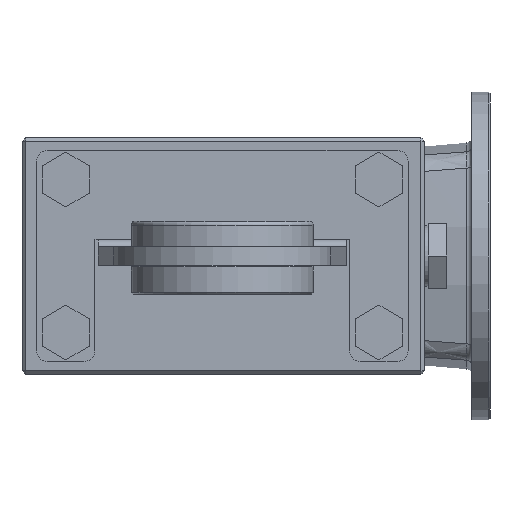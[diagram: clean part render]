
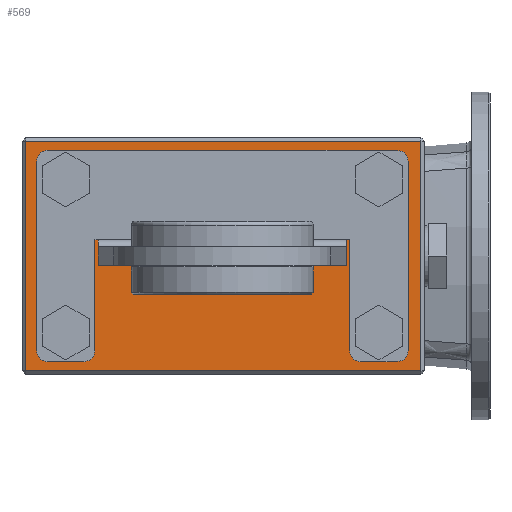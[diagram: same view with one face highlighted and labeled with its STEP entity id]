
A CAD part, front view. The second image highlights one B-rep face of the part: STEP entity #569.
In plain terms, the highlighted planar face has unit normal (0, -1, 0).
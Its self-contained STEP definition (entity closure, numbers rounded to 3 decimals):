
#569 = ADVANCED_FACE( '', ( #1583, #1584 ), #1585, .F. );
#1583 = FACE_OUTER_BOUND( '', #3426, .T. );
#1584 = FACE_BOUND( '', #3427, .T. );
#1585 = PLANE( '', #3428 );
#3426 = EDGE_LOOP( '', ( #5765, #5766, #5767, #5768 ) );
#3427 = EDGE_LOOP( '', ( #5769, #5770, #5771, #5772, #5773, #5774, #5775, #5776, #5777, #5778, #5779, #5780, #5781, #5782, #5783, #5784 ) );
#3428 = AXIS2_PLACEMENT_3D( '', #5785, #5786, #5787 );
#5765 = ORIENTED_EDGE( '', *, *, #9102, .T. );
#5766 = ORIENTED_EDGE( '', *, *, #9103, .T. );
#5767 = ORIENTED_EDGE( '', *, *, #9104, .T. );
#5768 = ORIENTED_EDGE( '', *, *, #9105, .T. );
#5769 = ORIENTED_EDGE( '', *, *, #9106, .T. );
#5770 = ORIENTED_EDGE( '', *, *, #9107, .T. );
#5771 = ORIENTED_EDGE( '', *, *, #9108, .T. );
#5772 = ORIENTED_EDGE( '', *, *, #9109, .T. );
#5773 = ORIENTED_EDGE( '', *, *, #9110, .T. );
#5774 = ORIENTED_EDGE( '', *, *, #9111, .T. );
#5775 = ORIENTED_EDGE( '', *, *, #9112, .F. );
#5776 = ORIENTED_EDGE( '', *, *, #9113, .F. );
#5777 = ORIENTED_EDGE( '', *, *, #9114, .T. );
#5778 = ORIENTED_EDGE( '', *, *, #9115, .F. );
#5779 = ORIENTED_EDGE( '', *, *, #9116, .T. );
#5780 = ORIENTED_EDGE( '', *, *, #9117, .T. );
#5781 = ORIENTED_EDGE( '', *, *, #9118, .T. );
#5782 = ORIENTED_EDGE( '', *, *, #9119, .T. );
#5783 = ORIENTED_EDGE( '', *, *, #9120, .T. );
#5784 = ORIENTED_EDGE( '', *, *, #9121, .T. );
#5785 = CARTESIAN_POINT( '', ( -55., -55., -32.5 ) );
#5786 = DIRECTION( '', ( 0., 1., 0. ) );
#5787 = DIRECTION( '', ( 0., 0., -1. ) );
#9102 = EDGE_CURVE( '', #10385, #10456, #10483, .F. );
#9103 = EDGE_CURVE( '', #10456, #10484, #10485, .T. );
#9104 = EDGE_CURVE( '', #10484, #10486, #10487, .T. );
#9105 = EDGE_CURVE( '', #10486, #10385, #10488, .T. );
#9106 = EDGE_CURVE( '', #10489, #10490, #10491, .T. );
#9107 = EDGE_CURVE( '', #10490, #10492, #10493, .T. );
#9108 = EDGE_CURVE( '', #10492, #10494, #10495, .T. );
#9109 = EDGE_CURVE( '', #10494, #10496, #10497, .T. );
#9110 = EDGE_CURVE( '', #10496, #10498, #10499, .T. );
#9111 = EDGE_CURVE( '', #10498, #10500, #10501, .T. );
#9112 = EDGE_CURVE( '', #10502, #10500, #10503, .T. );
#9113 = EDGE_CURVE( '', #10504, #10502, #10505, .T. );
#9114 = EDGE_CURVE( '', #10504, #10506, #10507, .T. );
#9115 = EDGE_CURVE( '', #10508, #10506, #10509, .T. );
#9116 = EDGE_CURVE( '', #10508, #10510, #10511, .T. );
#9117 = EDGE_CURVE( '', #10510, #10512, #10513, .T. );
#9118 = EDGE_CURVE( '', #10512, #10514, #10515, .T. );
#9119 = EDGE_CURVE( '', #10514, #10516, #10517, .T. );
#9120 = EDGE_CURVE( '', #10516, #10518, #10519, .T. );
#9121 = EDGE_CURVE( '', #10518, #10489, #10520, .T. );
#10385 = VERTEX_POINT( '', #12332 );
#10456 = VERTEX_POINT( '', #12418 );
#10483 = LINE( '', #12448, #12449 );
#10484 = VERTEX_POINT( '', #12450 );
#10485 = LINE( '', #12451, #12452 );
#10486 = VERTEX_POINT( '', #12453 );
#10487 = LINE( '', #12454, #12455 );
#10488 = LINE( '', #12456, #12457 );
#10489 = VERTEX_POINT( '', #12458 );
#10490 = VERTEX_POINT( '', #12459 );
#10491 = LINE( '', #12460, #12461 );
#10492 = VERTEX_POINT( '', #12462 );
#10493 = CIRCLE( '', #12463, 3. );
#10494 = VERTEX_POINT( '', #12464 );
#10495 = LINE( '', #12465, #12466 );
#10496 = VERTEX_POINT( '', #12467 );
#10497 = CIRCLE( '', #12468, 3. );
#10498 = VERTEX_POINT( '', #12469 );
#10499 = LINE( '', #12470, #12471 );
#10500 = VERTEX_POINT( '', #12472 );
#10501 = CIRCLE( '', #12473, 3. );
#10502 = VERTEX_POINT( '', #12474 );
#10503 = LINE( '', #12475, #12476 );
#10504 = VERTEX_POINT( '', #12477 );
#10505 = LINE( '', #12478, #12479 );
#10506 = VERTEX_POINT( '', #12480 );
#10507 = LINE( '', #12481, #12482 );
#10508 = VERTEX_POINT( '', #12483 );
#10509 = LINE( '', #12484, #12485 );
#10510 = VERTEX_POINT( '', #12486 );
#10511 = LINE( '', #12487, #12488 );
#10512 = VERTEX_POINT( '', #12489 );
#10513 = CIRCLE( '', #12490, 3. );
#10514 = VERTEX_POINT( '', #12491 );
#10515 = LINE( '', #12492, #12493 );
#10516 = VERTEX_POINT( '', #12494 );
#10517 = CIRCLE( '', #12495, 3. );
#10518 = VERTEX_POINT( '', #12496 );
#10519 = LINE( '', #12497, #12498 );
#10520 = CIRCLE( '', #12499, 3. );
#12332 = CARTESIAN_POINT( '', ( -54., -55., -31.5 ) );
#12418 = CARTESIAN_POINT( '', ( 54.5, -55., -31.5 ) );
#12448 = CARTESIAN_POINT( '', ( -55., -55., -31.5 ) );
#12449 = VECTOR( '', #15039, 1000. );
#12450 = CARTESIAN_POINT( '', ( 54.5, -55., 31.5 ) );
#12451 = CARTESIAN_POINT( '', ( 54.5, -55., -32.5 ) );
#12452 = VECTOR( '', #15040, 1000. );
#12453 = CARTESIAN_POINT( '', ( -54., -55., 31.5 ) );
#12454 = CARTESIAN_POINT( '', ( -55., -55., 31.5 ) );
#12455 = VECTOR( '', #15041, 1000. );
#12456 = CARTESIAN_POINT( '', ( -54., -55., -32.5 ) );
#12457 = VECTOR( '', #15042, 1000. );
#12458 = CARTESIAN_POINT( '', ( -48., -55., 29. ) );
#12459 = CARTESIAN_POINT( '', ( 48., -55., 29. ) );
#12460 = CARTESIAN_POINT( '', ( -51., -55., 29. ) );
#12461 = VECTOR( '', #15043, 1000. );
#12462 = CARTESIAN_POINT( '', ( 51., -55., 26. ) );
#12463 = AXIS2_PLACEMENT_3D( '', #15044, #15045, #15046 );
#12464 = CARTESIAN_POINT( '', ( 51., -55., -26. ) );
#12465 = CARTESIAN_POINT( '', ( 51., -55., 29. ) );
#12466 = VECTOR( '', #15047, 1000. );
#12467 = CARTESIAN_POINT( '', ( 48., -55., -29. ) );
#12468 = AXIS2_PLACEMENT_3D( '', #15048, #15049, #15050 );
#12469 = CARTESIAN_POINT( '', ( 37.998, -55., -29. ) );
#12470 = CARTESIAN_POINT( '', ( 51., -55., -29. ) );
#12471 = VECTOR( '', #15051, 1000. );
#12472 = CARTESIAN_POINT( '', ( 34.998, -55., -26. ) );
#12473 = AXIS2_PLACEMENT_3D( '', #15052, #15053, #15054 );
#12474 = CARTESIAN_POINT( '', ( 34.998, -55., 4.5 ) );
#12475 = CARTESIAN_POINT( '', ( 34.998, -55., -2.5 ) );
#12476 = VECTOR( '', #15055, 1000. );
#12477 = CARTESIAN_POINT( '', ( 33.998, -55., 4.5 ) );
#12478 = CARTESIAN_POINT( '', ( 34.998, -55., 4.5 ) );
#12479 = VECTOR( '', #15056, 1000. );
#12480 = CARTESIAN_POINT( '', ( -33.998, -55., 4.5 ) );
#12481 = CARTESIAN_POINT( '', ( 33.998, -55., 4.5 ) );
#12482 = VECTOR( '', #15057, 1000. );
#12483 = CARTESIAN_POINT( '', ( -34.998, -55., 4.5 ) );
#12484 = CARTESIAN_POINT( '', ( 34.998, -55., 4.5 ) );
#12485 = VECTOR( '', #15058, 1000. );
#12486 = CARTESIAN_POINT( '', ( -34.998, -55., -26. ) );
#12487 = CARTESIAN_POINT( '', ( -34.998, -55., -2.5 ) );
#12488 = VECTOR( '', #15059, 1000. );
#12489 = CARTESIAN_POINT( '', ( -37.998, -55., -29. ) );
#12490 = AXIS2_PLACEMENT_3D( '', #15060, #15061, #15062 );
#12491 = CARTESIAN_POINT( '', ( -48., -55., -29. ) );
#12492 = CARTESIAN_POINT( '', ( 51., -55., -29. ) );
#12493 = VECTOR( '', #15063, 1000. );
#12494 = CARTESIAN_POINT( '', ( -51., -55., -26. ) );
#12495 = AXIS2_PLACEMENT_3D( '', #15064, #15065, #15066 );
#12496 = CARTESIAN_POINT( '', ( -51., -55., 26. ) );
#12497 = CARTESIAN_POINT( '', ( -51., -55., -29. ) );
#12498 = VECTOR( '', #15067, 1000. );
#12499 = AXIS2_PLACEMENT_3D( '', #15068, #15069, #15070 );
#15039 = DIRECTION( '', ( -1., 0., 0. ) );
#15040 = DIRECTION( '', ( 0., 0., 1. ) );
#15041 = DIRECTION( '', ( -1., 0., 0. ) );
#15042 = DIRECTION( '', ( 0., 0., -1. ) );
#15043 = DIRECTION( '', ( 1., 0., 0. ) );
#15044 = CARTESIAN_POINT( '', ( 48., -55., 26. ) );
#15045 = DIRECTION( '', ( 0., 1., 0. ) );
#15046 = DIRECTION( '', ( 0., 0., -1. ) );
#15047 = DIRECTION( '', ( 0., 0., -1. ) );
#15048 = CARTESIAN_POINT( '', ( 48., -55., -26. ) );
#15049 = DIRECTION( '', ( 0., 1., 0. ) );
#15050 = DIRECTION( '', ( 0., 0., -1. ) );
#15051 = DIRECTION( '', ( -1., 0., 0. ) );
#15052 = CARTESIAN_POINT( '', ( 37.998, -55., -26. ) );
#15053 = DIRECTION( '', ( 0., 1., 0. ) );
#15054 = DIRECTION( '', ( 0., 0., -1. ) );
#15055 = DIRECTION( '', ( 0., 0., -1. ) );
#15056 = DIRECTION( '', ( 1., 0., 0. ) );
#15057 = DIRECTION( '', ( -1., 0., 0. ) );
#15058 = DIRECTION( '', ( 1., 0., 0. ) );
#15059 = DIRECTION( '', ( 0., 0., -1. ) );
#15060 = CARTESIAN_POINT( '', ( -37.998, -55., -26. ) );
#15061 = DIRECTION( '', ( 0., 1., 0. ) );
#15062 = DIRECTION( '', ( 0., 0., -1. ) );
#15063 = DIRECTION( '', ( -1., 0., 0. ) );
#15064 = CARTESIAN_POINT( '', ( -48., -55., -26. ) );
#15065 = DIRECTION( '', ( 0., 1., 0. ) );
#15066 = DIRECTION( '', ( 0., 0., -1. ) );
#15067 = DIRECTION( '', ( 0., 0., 1. ) );
#15068 = CARTESIAN_POINT( '', ( -48., -55., 26. ) );
#15069 = DIRECTION( '', ( 0., 1., 0. ) );
#15070 = DIRECTION( '', ( 0., 0., -1. ) );
